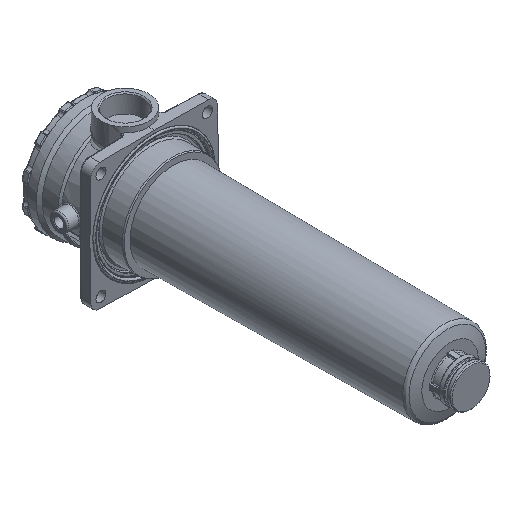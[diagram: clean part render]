
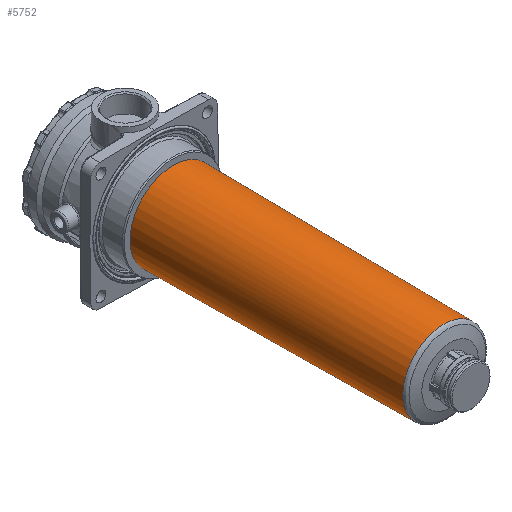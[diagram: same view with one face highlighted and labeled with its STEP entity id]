
A CAD part, isometric view. The second image highlights one B-rep face of the part: STEP entity #5752.
In plain terms, the highlighted free-form (B-spline) face has degree [2, 1] with [7, 2] control points.
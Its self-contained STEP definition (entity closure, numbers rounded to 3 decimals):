
#5642=CARTESIAN_POINT('V2',(45.012,-393.486,
   0.));
#5643=VERTEX_POINT('V2',#5642);
#5659=CARTESIAN_POINT('E3',(45.012,-393.486,
   0.));
#5660=CARTESIAN_POINT('E3',(45.012,-393.486,
   -2.852));
#5661=CARTESIAN_POINT('E3',(44.468,-393.486,
   -8.559));
#5662=CARTESIAN_POINT('E3',(42.05,-393.486,
   -16.807));
#5663=CARTESIAN_POINT('E3',(38.116,-393.486,
   -24.451));
#5664=CARTESIAN_POINT('E3',(32.871,-393.486,
   -31.134));
#5665=CARTESIAN_POINT('E3',(26.555,-393.486,
   -36.657));
#5666=CARTESIAN_POINT('E3',(18.422,-393.486,
   -41.481));
#5667=CARTESIAN_POINT('E3',(8.266,-393.486,
   -44.771));
#5668=CARTESIAN_POINT('E3',(-2.414,-393.486,
   -45.325));
#5669=CARTESIAN_POINT('E3',(-11.771,-393.486,
   -43.711));
#5670=CARTESIAN_POINT('E3',(-19.595,-393.486,
   -40.808));
#5671=CARTESIAN_POINT('E3',(-26.754,-393.486,
   -36.517));
#5672=CARTESIAN_POINT('E3',(-33.073,-393.486,
   -30.923));
#5673=CARTESIAN_POINT('E3',(-38.295,-393.486,
   -24.172));
#5674=CARTESIAN_POINT('E3',(-42.185,-393.486,
   -16.47));
#5675=CARTESIAN_POINT('E3',(-44.543,-393.486,
   -8.171));
#5676=CARTESIAN_POINT('E3',(-45.291,-393.486,
   0.509));
#5677=CARTESIAN_POINT('E3',(-44.347,-393.486,
   9.255));
#5678=CARTESIAN_POINT('E3',(-41.689,-393.486,
   17.729));
#5679=CARTESIAN_POINT('E3',(-37.429,-393.486,
   25.522));
#5680=CARTESIAN_POINT('E3',(-31.597,-393.486,
   32.494));
#5681=CARTESIAN_POINT('E3',(-24.306,-393.486,
   38.281));
#5682=CARTESIAN_POINT('E3',(-16.095,-393.486,
   42.354));
#5683=CARTESIAN_POINT('E3',(-7.593,-393.486,
   44.634));
#5684=CARTESIAN_POINT('E3',(0.836,-393.486,
   45.267));
#5685=CARTESIAN_POINT('E3',(9.235,-393.486,
   44.323));
#5686=CARTESIAN_POINT('E3',(16.742,-393.486,
   42.01));
#5687=CARTESIAN_POINT('E3',(23.214,-393.486,
   38.755));
#5688=CARTESIAN_POINT('E3',(28.651,-393.486,
   34.928));
#5689=CARTESIAN_POINT('E3',(33.467,-393.486,
   30.345));
#5690=CARTESIAN_POINT('E3',(37.558,-393.486,
   25.104));
#5691=CARTESIAN_POINT('E3',(40.836,-393.486,
   19.32));
#5692=CARTESIAN_POINT('E3',(43.229,-393.486,
   13.117));
#5693=CARTESIAN_POINT('E3',(44.686,-393.486,
   6.631));
#5694=CARTESIAN_POINT('E3',(45.012,-393.486,
   2.21));
#5695=CARTESIAN_POINT('E3',(45.012,-393.486,
   0.));
#5696=B_SPLINE_CURVE_WITH_KNOTS('E3',3,(#5659,#5660,#5661,#5662,
   #5663,#5664,#5665,#5666,#5667,#5668,#5669,#5670,#5671,#5672,#5673,
   #5674,#5675,#5676,#5677,#5678,#5679,#5680,#5681,#5682,#5683,#5684,
   #5685,#5686,#5687,#5688,#5689,#5690,#5691,#5692,#5693,#5694,#5695),
   .UNSPECIFIED.,.T.,.U.,(4,1,1,1,1,1,1,1,1,1,1,1,1,1,1,1,1,1,1,1,1,
   1,1,1,1,1,1,1,1,1,1,1,1,1,4),(2.0,3.499,
   4.997,6.496,7.995,
   9.44,10.885,12.942,
   14.998,16.454,17.909,
   19.364,20.82,22.324,
   23.828,25.332,26.836,
   28.384,29.931,31.479,
   33.027,34.684,36.341,
   37.815,39.289,40.762,
   42.236,43.397,44.559,
   45.72,46.881,48.042,
   49.204,50.365,51.526),
   .UNSPECIFIED.);
#5697=EDGE_CURVE('E3',#5643,#5643,#5696,.T.);
#5702=CARTESIAN_POINT('F1',(44.986,-396.528,
   0.));
#5703=CARTESIAN_POINT('F1',(44.986,-396.528,
   -77.917));
#5704=CARTESIAN_POINT('F1',(-22.493,-396.528,
   -38.959));
#5705=CARTESIAN_POINT('F1',(-89.971,-396.528,
   0.));
#5706=CARTESIAN_POINT('F1',(-22.493,-396.528,
   38.959));
#5707=CARTESIAN_POINT('F1',(44.986,-396.528,
   77.917));
#5708=CARTESIAN_POINT('F1',(44.986,-396.528,
   0.));
#5709=CARTESIAN_POINT('F1',(47.85,-68.3,
   0.));
#5710=CARTESIAN_POINT('F1',(47.85,-68.3,
   -82.879));
#5711=CARTESIAN_POINT('F1',(-23.925,-68.3,
   -41.439));
#5712=CARTESIAN_POINT('F1',(-95.7,-68.3,
   0.));
#5713=CARTESIAN_POINT('F1',(-23.925,-68.3,
   41.439));
#5714=CARTESIAN_POINT('F1',(47.85,-68.3,
   82.879));
#5715=CARTESIAN_POINT('F1',(47.85,-68.3,
   0.));
#5723=(BOUNDED_SURFACE()B_SPLINE_SURFACE(2,1,((#5702,#5709),(
   #5703,#5710),(#5704,#5711),(#5705,#5712),(#5706,#5713),(
   #5707,#5714),(#5708,#5715)),.CONICAL_SURF.,.T.,.F.,.U.)
   B_SPLINE_SURFACE_WITH_KNOTS((3,2,2,3),(2,2),(0.0,
   0.49,0.98,1.47),(0.0,1.0),
   .UNSPECIFIED.)GEOMETRIC_REPRESENTATION_ITEM()
   RATIONAL_B_SPLINE_SURFACE(((1.0,1.0),(0.5,
   0.5),(1.0,1.0),(0.5,
   0.5),(1.0,1.0),(0.5,
   0.5),(1.0,1.0)))REPRESENTATION_ITEM('F1')SURFACE()
   );
#5724=CARTESIAN_POINT('V1',(47.6,-97.0,0.)
   );
#5725=VERTEX_POINT('V1',#5724);
#5726=CARTESIAN_POINT('E1',(47.6,-97.0,0.)
   );
#5727=CARTESIAN_POINT('E1',(47.6,-97.0,
   -82.445));
#5728=CARTESIAN_POINT('E1',(-23.8,-97.0,
   -41.222));
#5729=CARTESIAN_POINT('E1',(-95.199,-97.0,0.)
   );
#5730=CARTESIAN_POINT('E1',(-23.8,-97.0,
   41.222));
#5731=CARTESIAN_POINT('E1',(47.6,-97.0,
   82.445));
#5732=CARTESIAN_POINT('E1',(47.6,-97.0,0.)
   );
#5740=(BOUNDED_CURVE()B_SPLINE_CURVE(2,(#5726,#5727,#5728,#5729,
   #5730,#5731,#5732),.CIRCULAR_ARC.,.T.,.U.)
   B_SPLINE_CURVE_WITH_KNOTS((3,2,2,3),(0.0,0.333,
   0.667,1.0),.UNSPECIFIED.)CURVE()
   GEOMETRIC_REPRESENTATION_ITEM()RATIONAL_B_SPLINE_CURVE((1.0,
   0.5,1.0,0.5,1.0,0.5,1.0)
   )REPRESENTATION_ITEM('E1'));
#5741=EDGE_CURVE('E1',#5725,#5725,#5740,.T.);
#5742=ORIENTED_EDGE('E1',*,*,#5741,.F.);
#5743=CARTESIAN_POINT('E2',(47.6,-97.0,0.0));
#5744=CARTESIAN_POINT('E2',(45.012,-393.486,
   0.0));
#5745=B_SPLINE_CURVE_WITH_KNOTS('E2',1,(#5743,#5744),.POLYLINE_FORM.,
   .F.,.U.,(2,2),(0.087,0.991),
   .UNSPECIFIED.);
#5746=EDGE_CURVE('E2',#5725,#5643,#5745,.T.);
#5747=ORIENTED_EDGE('E2',*,*,#5746,.T.);
#5748=ORIENTED_EDGE('F85',*,*,#5697,.T.);
#5749=ORIENTED_EDGE('E2',*,*,#5746,.F.);
#5750=EDGE_LOOP('F1',(#5742,#5747,#5748,#5749));
#5751=FACE_OUTER_BOUND('F1',#5750,.T.);
#5752=ADVANCED_FACE('F1',(#5751),#5723,.T.);
